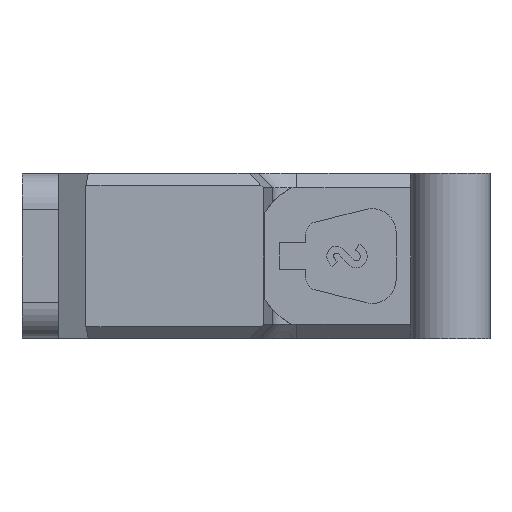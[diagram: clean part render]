
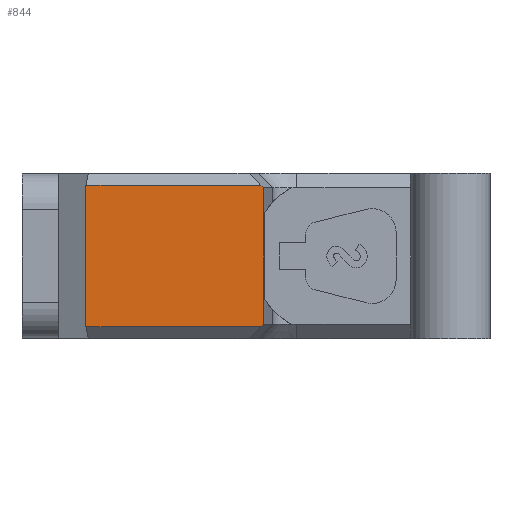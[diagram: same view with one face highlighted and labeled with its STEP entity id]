
A CAD part, front view. The second image highlights one B-rep face of the part: STEP entity #844.
In plain terms, the highlighted planar face has unit normal (0, -1, 0).
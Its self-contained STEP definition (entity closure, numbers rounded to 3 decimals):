
#404 = VERTEX_POINT ( 'NONE', #6852 ) ;
#658 = EDGE_CURVE ( 'NONE', #5033, #8387, #6223, .T. ) ;
#844 = ADVANCED_FACE ( 'NONE', ( #4054 ), #1937, .F. ) ;
#859 = CARTESIAN_POINT ( 'NONE',  ( -2.701, 33., 12.9 ) ) ;
#990 = LINE ( 'NONE', #4891, #3033 ) ;
#1088 = VECTOR ( 'NONE', #6790, 1000. ) ;
#1538 = VECTOR ( 'NONE', #1746, 1000. ) ;
#1583 = CARTESIAN_POINT ( 'NONE',  ( -17.2, 33., 1.2 ) ) ;
#1722 = ORIENTED_EDGE ( 'NONE', *, *, #7946, .F. ) ;
#1724 = VERTEX_POINT ( 'NONE', #5958 ) ;
#1746 = DIRECTION ( 'NONE',  ( 1., 0., 0. ) ) ;
#1877 = CARTESIAN_POINT ( 'NONE',  ( -3.076, 33., 13.272 ) ) ;
#1937 = PLANE ( 'NONE',  #5327 ) ;
#1994 = ORIENTED_EDGE ( 'NONE', *, *, #658, .T. ) ;
#2419 = DIRECTION ( 'NONE',  ( 0.709, 0., 0.705 ) ) ;
#2445 = DIRECTION ( 'NONE',  ( -0.709, 0., 0.705 ) ) ;
#2921 = EDGE_CURVE ( 'NONE', #8387, #1724, #7048, .T. ) ;
#3033 = VECTOR ( 'NONE', #6415, 1000. ) ;
#3079 = CARTESIAN_POINT ( 'NONE',  ( -17., 33., 1.2 ) ) ;
#3307 = VECTOR ( 'NONE', #2445, 1000. ) ;
#3528 = DIRECTION ( 'NONE',  ( -1., 0., 0. ) ) ;
#3647 = EDGE_CURVE ( 'NONE', #8614, #5033, #4701, .T. ) ;
#3930 = DIRECTION ( 'NONE',  ( 0., 1., 0. ) ) ;
#4054 = FACE_OUTER_BOUND ( 'NONE', #5488, .T. ) ;
#4331 = CARTESIAN_POINT ( 'NONE',  ( -2.5, 33., 1.4 ) ) ;
#4648 = ORIENTED_EDGE ( 'NONE', *, *, #6724, .T. ) ;
#4701 = LINE ( 'NONE', #7385, #5500 ) ;
#4771 = ORIENTED_EDGE ( 'NONE', *, *, #2921, .T. ) ;
#4891 = CARTESIAN_POINT ( 'NONE',  ( -2.5, 33., 13.9 ) ) ;
#4967 = ORIENTED_EDGE ( 'NONE', *, *, #6457, .T. ) ;
#5033 = VERTEX_POINT ( 'NONE', #8047 ) ;
#5079 = VERTEX_POINT ( 'NONE', #7362 ) ;
#5253 = DIRECTION ( 'NONE',  ( 0., 0., 1. ) ) ;
#5327 = AXIS2_PLACEMENT_3D ( 'NONE', #6739, #3930, #5253 ) ;
#5488 = EDGE_LOOP ( 'NONE', ( #1722, #4648, #7855, #1994, #4771, #4967 ) ) ;
#5500 = VECTOR ( 'NONE', #3528, 1000. ) ;
#5765 = LINE ( 'NONE', #1877, #3307 ) ;
#5958 = CARTESIAN_POINT ( 'NONE',  ( -2.701, 33., 1.2 ) ) ;
#6223 = LINE ( 'NONE', #7606, #1088 ) ;
#6415 = DIRECTION ( 'NONE',  ( 0., 0., -1. ) ) ;
#6457 = EDGE_CURVE ( 'NONE', #1724, #404, #8490, .T. ) ;
#6724 = EDGE_CURVE ( 'NONE', #5079, #8614, #5765, .T. ) ;
#6739 = CARTESIAN_POINT ( 'NONE',  ( -17., 33., 13.9 ) ) ;
#6790 = DIRECTION ( 'NONE',  ( 0., 0., -1. ) ) ;
#6852 = CARTESIAN_POINT ( 'NONE',  ( -2.5, 33., 1.4 ) ) ;
#6959 = VECTOR ( 'NONE', #2419, 1000. ) ;
#7048 = LINE ( 'NONE', #3079, #1538 ) ;
#7362 = CARTESIAN_POINT ( 'NONE',  ( -2.5, 33., 12.7 ) ) ;
#7385 = CARTESIAN_POINT ( 'NONE',  ( -17.2, 33., 12.9 ) ) ;
#7606 = CARTESIAN_POINT ( 'NONE',  ( -17.2, 33., 13.9 ) ) ;
#7855 = ORIENTED_EDGE ( 'NONE', *, *, #3647, .T. ) ;
#7946 = EDGE_CURVE ( 'NONE', #5079, #404, #990, .T. ) ;
#8047 = CARTESIAN_POINT ( 'NONE',  ( -17.2, 33., 12.9 ) ) ;
#8387 = VERTEX_POINT ( 'NONE', #1583 ) ;
#8490 = LINE ( 'NONE', #4331, #6959 ) ;
#8614 = VERTEX_POINT ( 'NONE', #859 ) ;
